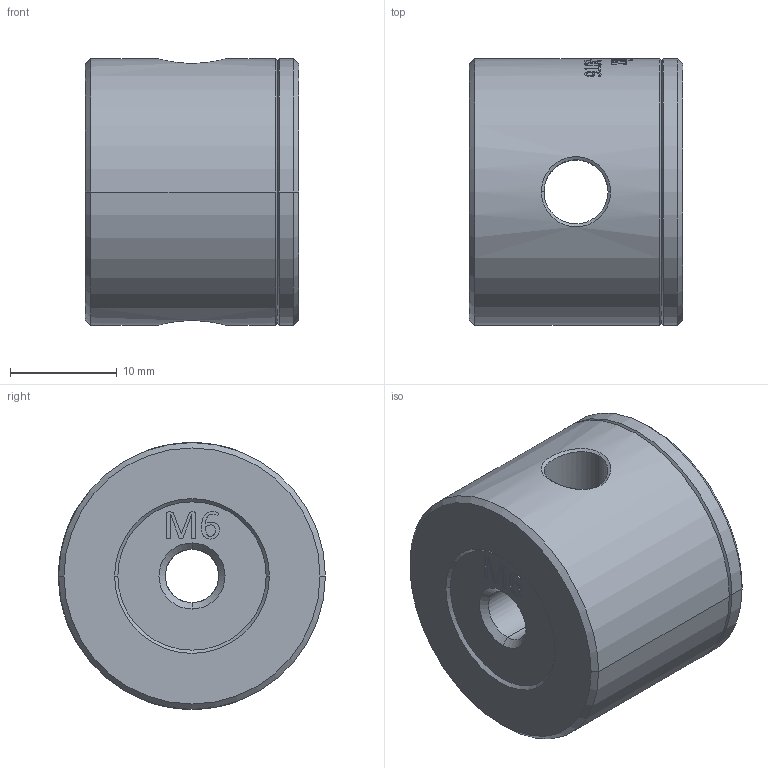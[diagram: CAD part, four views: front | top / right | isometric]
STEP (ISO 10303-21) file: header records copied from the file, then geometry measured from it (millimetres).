
FILE_DESCRIPTION (( 'STEP AP203' ), '1' );
FILE_NAME ('SRB25-20T6.STEP', '2025-07-09T08:57:19', ( '' ), ( '' ), 'SwSTEP 2.0', 'SolidWorks 2020', '' );
FILE_SCHEMA (( 'CONFIG_CONTROL_DESIGN' ));
Length unit declared in the file: millimetre
Products named in the file (1): SRB25-20T6
Bounding box: 20 x 25 x 25 mm (x, y, z)
Volume: 8685.6 mm3; surface area: 3137.5 mm2
Topology: 1 solids, 1 shells, 150 faces, 624 edges, 504 vertices
Faces by surface type: bspline 50, cylinder 40, plane 36, cone 24
Entity records: 14175 total; most frequent: CARTESIAN_POINT 9533, ORIENTED_EDGE 1240, EDGE_CURVE 620, DIRECTION 540, VERTEX_POINT 504, B_SPLINE_CURVE_WITH_KNOTS 360, EDGE_LOOP 188, LINE 182
